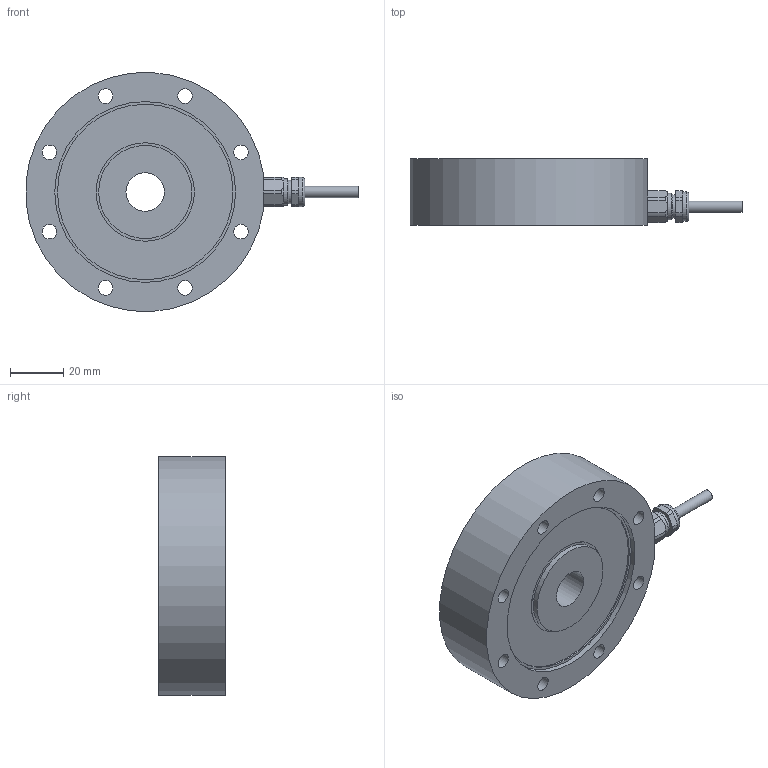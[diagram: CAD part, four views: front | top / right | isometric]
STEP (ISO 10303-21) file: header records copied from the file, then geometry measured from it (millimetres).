
FILE_DESCRIPTION (( 'STEP AP203' ), '1' );
FILE_NAME ('a_RKS01C-5k...25k-T.STEP', '2024-10-29T12:30:02', ( '' ), ( '' ), 'SwSTEP 2.0', 'SolidWorks 2023', '' );
FILE_SCHEMA (( 'CONFIG_CONTROL_DESIGN' ));
Length unit declared in the file: millimetre
Products named in the file (4): a_RKS01C-5k...25k-T_für Angebotszeichnung; a_RKS01C-5k...25k-T; X02162Z1 SKINDICHT® MINI M 8x1      Art_ Nr_ 52001880(F=3_5); Kabel Durchm 4,5
Assembly tree (3 placements, depth 2):
  a_RKS01C-5k...25k-T
    a_RKS01C-5k...25k-T_für Angebotszeichnung
    X02162Z1 SKINDICHT® MINI M 8x1      Art_ Nr_ 52001880(F=3_5)
    Kabel Durchm 4,5
Bounding box: 124.86 x 25 x 89.86 mm (x, y, z)
Volume: 134258.4 mm3; surface area: 27968.1 mm2
Topology: 3 solids, 4 shells, 105 faces, 224 edges, 141 vertices
Faces by surface type: cylinder 46, plane 35, cone 21, torus 3
Full cylindrical faces by diameter (mm): 3.5 x1, 4.2 x1, 5.5 x8, 6.2 x2, 6.773 x1, 6.8 x1, 8 x1, 8.773 x1, 10 x9, 11 x1, 14.5 x1, 35 x1, 37 x2, 66 x2, 68 x1
Entity records: 3100 total; most frequent: CARTESIAN_POINT 543, DIRECTION 480, ORIENTED_EDGE 346, AXIS2_PLACEMENT_3D 220, EDGE_LOOP 186, EDGE_CURVE 173, FACE_OUTER_BOUND 141, VERTEX_POINT 135
